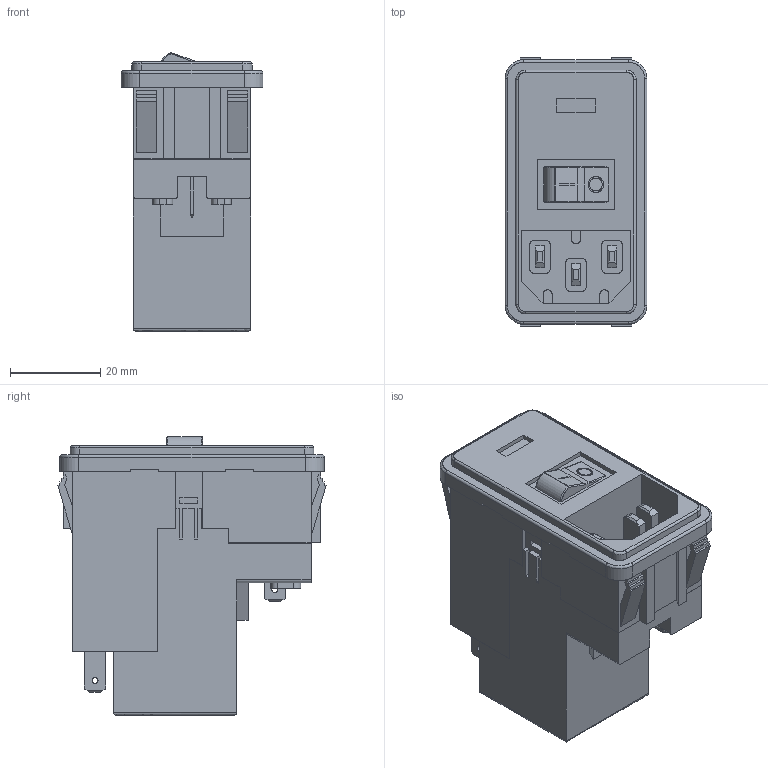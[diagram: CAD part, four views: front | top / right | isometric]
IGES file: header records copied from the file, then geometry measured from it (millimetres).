
Start section: SolidWorks IGES file using analytic representation for surfaces
Global section: file name: 83544050-R1.IGS; native system: SolidWorks 2007; preprocessor: SolidWorks 2007; author: rmarsh; date: 070723.100400; units: millimetre
Bounding box: 31.49 x 59.52 x 61.79 mm (x, y, z)
Surface area: 20831.2 mm2 (no closed solid volume)
Topology: 0 solids, 0 shells, 586 faces, 4748 edges, 4746 vertices
Faces by surface type: bspline 501, revolution 85
